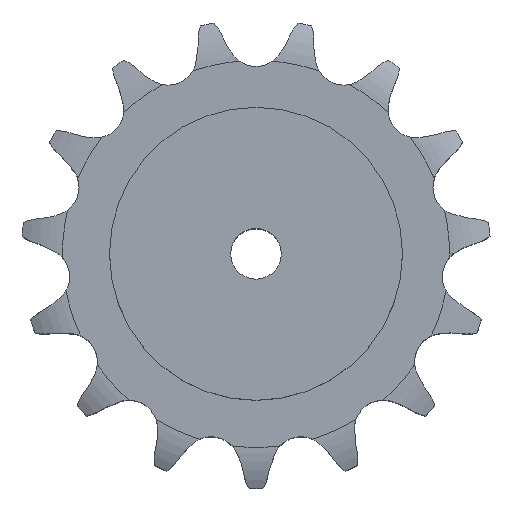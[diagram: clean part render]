
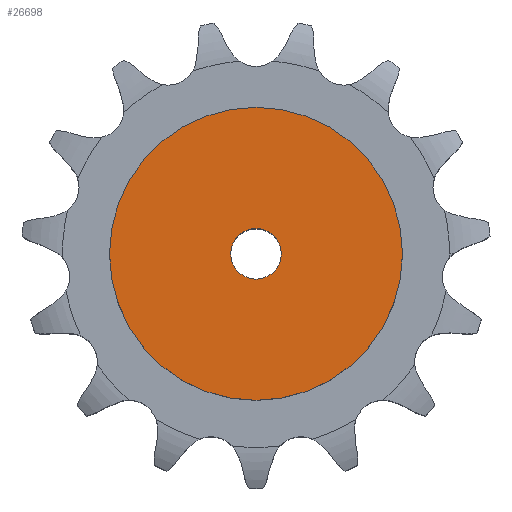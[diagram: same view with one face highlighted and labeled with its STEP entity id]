
A CAD part, top view. The second image highlights one B-rep face of the part: STEP entity #26698.
In plain terms, the highlighted planar face has unit normal (0, 0, 1).
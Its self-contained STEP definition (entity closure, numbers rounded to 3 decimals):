
#14364 = CYLINDRICAL_SURFACE('',#14365,12.5);
#14365 = AXIS2_PLACEMENT_3D('',#14366,#14367,#14368);
#14366 = CARTESIAN_POINT('',(0.,0.,384.812));
#14367 = DIRECTION('',(0.,0.,1.));
#14368 = DIRECTION('',(1.,0.,0.));
#18205 = EDGE_CURVE('',#18206,#18206,#18208,.T.);
#18206 = VERTEX_POINT('',#18207);
#18207 = CARTESIAN_POINT('',(12.5,0.,120.));
#18208 = SURFACE_CURVE('',#18209,(#18214,#18221),.PCURVE_S1.);
#18209 = CIRCLE('',#18210,12.5);
#18210 = AXIS2_PLACEMENT_3D('',#18211,#18212,#18213);
#18211 = CARTESIAN_POINT('',(0.,0.,120.));
#18212 = DIRECTION('',(0.,0.,1.));
#18213 = DIRECTION('',(1.,0.,0.));
#18214 = PCURVE('',#14364,#18215);
#18215 = DEFINITIONAL_REPRESENTATION('',(#18216),#18220);
#18216 = LINE('',#18217,#18218);
#18217 = CARTESIAN_POINT('',(0.,-264.812));
#18218 = VECTOR('',#18219,1.);
#18219 = DIRECTION('',(1.,0.));
#18220 = ( GEOMETRIC_REPRESENTATION_CONTEXT(2) 
PARAMETRIC_REPRESENTATION_CONTEXT() REPRESENTATION_CONTEXT('2D SPACE',''
  ) );
#18221 = PCURVE('',#18222,#18227);
#18222 = PLANE('',#18223);
#18223 = AXIS2_PLACEMENT_3D('',#18224,#18225,#18226);
#18224 = CARTESIAN_POINT('',(0.,0.,120.)
  );
#18225 = DIRECTION('',(0.,0.,1.));
#18226 = DIRECTION('',(1.,0.,0.));
#18227 = DEFINITIONAL_REPRESENTATION('',(#18228),#18232);
#18228 = CIRCLE('',#18229,12.5);
#18229 = AXIS2_PLACEMENT_2D('',#18230,#18231);
#18230 = CARTESIAN_POINT('',(0.,0.));
#18231 = DIRECTION('',(1.,0.));
#18232 = ( GEOMETRIC_REPRESENTATION_CONTEXT(2) 
PARAMETRIC_REPRESENTATION_CONTEXT() REPRESENTATION_CONTEXT('2D SPACE',''
  ) );
#26698 = ADVANCED_FACE('',(#26699,#26730),#18222,.T.);
#26699 = FACE_BOUND('',#26700,.T.);
#26700 = EDGE_LOOP('',(#26701));
#26701 = ORIENTED_EDGE('',*,*,#26702,.T.);
#26702 = EDGE_CURVE('',#26703,#26703,#26705,.T.);
#26703 = VERTEX_POINT('',#26704);
#26704 = CARTESIAN_POINT('',(72.5,0.,120.));
#26705 = SURFACE_CURVE('',#26706,(#26711,#26718),.PCURVE_S1.);
#26706 = CIRCLE('',#26707,72.5);
#26707 = AXIS2_PLACEMENT_3D('',#26708,#26709,#26710);
#26708 = CARTESIAN_POINT('',(0.,0.,120.));
#26709 = DIRECTION('',(0.,0.,1.));
#26710 = DIRECTION('',(1.,0.,0.));
#26711 = PCURVE('',#18222,#26712);
#26712 = DEFINITIONAL_REPRESENTATION('',(#26713),#26717);
#26713 = CIRCLE('',#26714,72.5);
#26714 = AXIS2_PLACEMENT_2D('',#26715,#26716);
#26715 = CARTESIAN_POINT('',(0.,0.));
#26716 = DIRECTION('',(1.,0.));
#26717 = ( GEOMETRIC_REPRESENTATION_CONTEXT(2) 
PARAMETRIC_REPRESENTATION_CONTEXT() REPRESENTATION_CONTEXT('2D SPACE',''
  ) );
#26718 = PCURVE('',#26719,#26724);
#26719 = CYLINDRICAL_SURFACE('',#26720,72.5);
#26720 = AXIS2_PLACEMENT_3D('',#26721,#26722,#26723);
#26721 = CARTESIAN_POINT('',(0.,0.,0.));
#26722 = DIRECTION('',(-0.,-0.,-1.));
#26723 = DIRECTION('',(1.,0.,0.));
#26724 = DEFINITIONAL_REPRESENTATION('',(#26725),#26729);
#26725 = LINE('',#26726,#26727);
#26726 = CARTESIAN_POINT('',(-0.,-120.));
#26727 = VECTOR('',#26728,1.);
#26728 = DIRECTION('',(-1.,0.));
#26729 = ( GEOMETRIC_REPRESENTATION_CONTEXT(2) 
PARAMETRIC_REPRESENTATION_CONTEXT() REPRESENTATION_CONTEXT('2D SPACE',''
  ) );
#26730 = FACE_BOUND('',#26731,.T.);
#26731 = EDGE_LOOP('',(#26732));
#26732 = ORIENTED_EDGE('',*,*,#18205,.F.);
